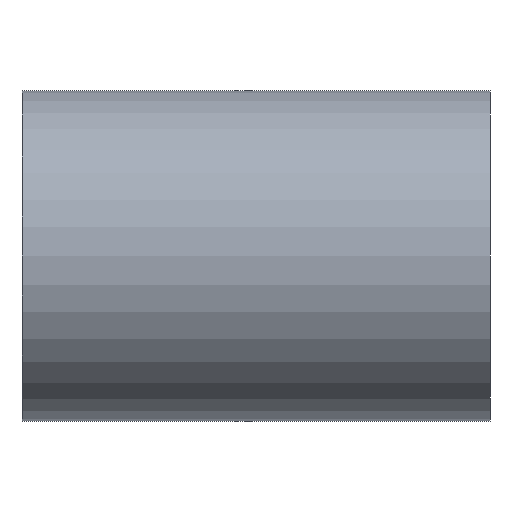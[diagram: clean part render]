
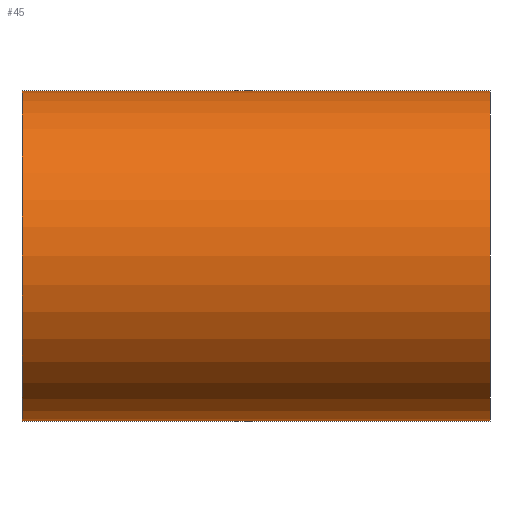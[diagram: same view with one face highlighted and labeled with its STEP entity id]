
A CAD part, left-side view. The second image highlights one B-rep face of the part: STEP entity #45.
In plain terms, the highlighted cylindrical face has radius 30 mm (diameter 60 mm), a partial arc.
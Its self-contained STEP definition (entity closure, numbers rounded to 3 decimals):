
#4 = CIRCLE ( 'NONE', #27, 30. ) ;
#7 = FACE_OUTER_BOUND ( 'NONE', #148, .T. ) ;
#11 = EDGE_CURVE ( 'NONE', #54, #38, #86, .T. ) ;
#21 = ORIENTED_EDGE ( 'NONE', *, *, #198, .F. ) ;
#24 = VERTEX_POINT ( 'NONE', #170 ) ;
#26 = LINE ( 'NONE', #163, #33 ) ;
#27 = AXIS2_PLACEMENT_3D ( 'NONE', #238, #202, #137 ) ;
#31 = CARTESIAN_POINT ( 'NONE',  ( 0., 85., -30. ) ) ;
#33 = VECTOR ( 'NONE', #124, 1000. ) ;
#38 = VERTEX_POINT ( 'NONE', #70 ) ;
#45 = ADVANCED_FACE ( 'NONE', ( #7 ), #214, .T. ) ;
#53 = DIRECTION ( 'NONE',  ( 0., -1., 0. ) ) ;
#54 = VERTEX_POINT ( 'NONE', #57 ) ;
#57 = CARTESIAN_POINT ( 'NONE',  ( 0., 0., -30. ) ) ;
#64 = AXIS2_PLACEMENT_3D ( 'NONE', #174, #72, #153 ) ;
#70 = CARTESIAN_POINT ( 'NONE',  ( 0., 0., 30. ) ) ;
#72 = DIRECTION ( 'NONE',  ( 0., 1., 0. ) ) ;
#86 = CIRCLE ( 'NONE', #64, 30. ) ;
#90 = ORIENTED_EDGE ( 'NONE', *, *, #218, .F. ) ;
#100 = CARTESIAN_POINT ( 'NONE',  ( 0., 85., 30. ) ) ;
#105 = LINE ( 'NONE', #100, #108 ) ;
#108 = VECTOR ( 'NONE', #159, 1000. ) ;
#124 = DIRECTION ( 'NONE',  ( 0., -1., 0. ) ) ;
#137 = DIRECTION ( 'NONE',  ( 0., 0., 1. ) ) ;
#148 = EDGE_LOOP ( 'NONE', ( #21, #90, #247, #171 ) ) ;
#153 = DIRECTION ( 'NONE',  ( 0., 0., 1. ) ) ;
#159 = DIRECTION ( 'NONE',  ( 0., -1., 0. ) ) ;
#163 = CARTESIAN_POINT ( 'NONE',  ( 0., 85., -30. ) ) ;
#170 = CARTESIAN_POINT ( 'NONE',  ( 0., 85., 30. ) ) ;
#171 = ORIENTED_EDGE ( 'NONE', *, *, #11, .T. ) ;
#174 = CARTESIAN_POINT ( 'NONE',  ( 0., 0., 0. ) ) ;
#177 = EDGE_CURVE ( 'NONE', #233, #54, #26, .T. ) ;
#192 = DIRECTION ( 'NONE',  ( 0., 0., -1. ) ) ;
#198 = EDGE_CURVE ( 'NONE', #24, #38, #105, .T. ) ;
#202 = DIRECTION ( 'NONE',  ( 0., 1., 0. ) ) ;
#208 = AXIS2_PLACEMENT_3D ( 'NONE', #230, #53, #192 ) ;
#214 = CYLINDRICAL_SURFACE ( 'NONE', #208, 30. ) ;
#218 = EDGE_CURVE ( 'NONE', #233, #24, #4, .T. ) ;
#230 = CARTESIAN_POINT ( 'NONE',  ( 0., 85., 0. ) ) ;
#233 = VERTEX_POINT ( 'NONE', #31 ) ;
#238 = CARTESIAN_POINT ( 'NONE',  ( 0., 85., 0. ) ) ;
#247 = ORIENTED_EDGE ( 'NONE', *, *, #177, .T. ) ;
